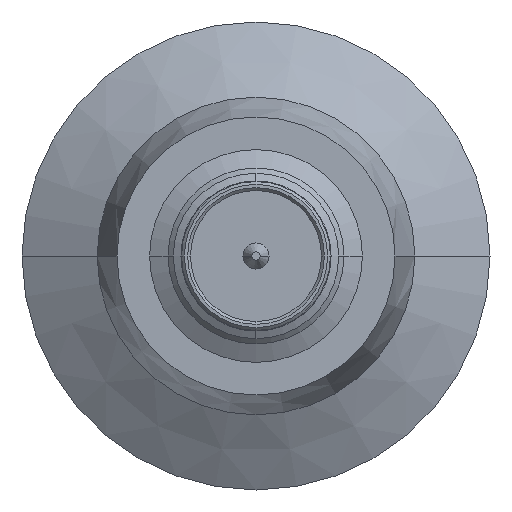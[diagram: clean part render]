
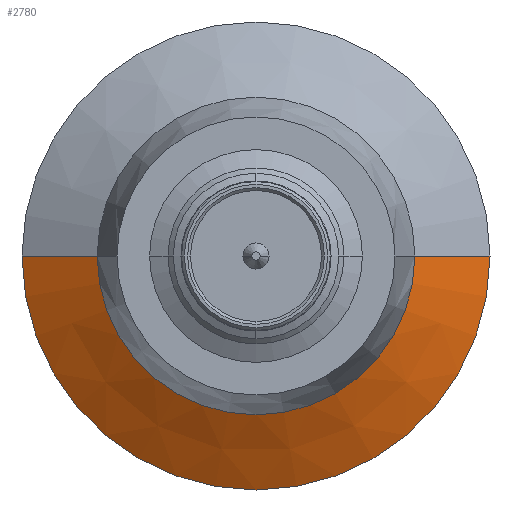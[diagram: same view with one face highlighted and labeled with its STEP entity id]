
A CAD part, left-side view. The second image highlights one B-rep face of the part: STEP entity #2780.
In plain terms, the highlighted conical face has half-angle 60 degrees and reference radius 6.925 mm.
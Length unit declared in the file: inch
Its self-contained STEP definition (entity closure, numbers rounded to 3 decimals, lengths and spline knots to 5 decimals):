
#59 = VERTEX_POINT ( 'NONE', #2377 ) ;
#94 = CARTESIAN_POINT ( 'NONE',  ( 0.57598, -0.3248, 0. ) ) ;
#172 = CARTESIAN_POINT ( 'NONE',  ( 0.51575, 0., 0. ) ) ;
#408 = VERTEX_POINT ( 'NONE', #546 ) ;
#546 = CARTESIAN_POINT ( 'NONE',  ( 0.57598, 0.3248, 0. ) ) ;
#548 = DIRECTION ( 'NONE',  ( 0., -1., 0. ) ) ;
#653 = VECTOR ( 'NONE', #5222, 39.37008 ) ;
#811 = CARTESIAN_POINT ( 'NONE',  ( 0.57598, -0.3248, 0. ) ) ;
#1091 = DIRECTION ( 'NONE',  ( 1., 0., 0. ) ) ;
#1294 = AXIS2_PLACEMENT_3D ( 'NONE', #2447, #2841, #4605 ) ;
#1842 = ORIENTED_EDGE ( 'NONE', *, *, #4661, .F. ) ;
#1915 = CONICAL_SURFACE ( 'NONE', #3956, 0.27264, 1.047 ) ;
#1956 = AXIS2_PLACEMENT_3D ( 'NONE', #172, #5484, #5019 ) ;
#2284 = VERTEX_POINT ( 'NONE', #94 ) ;
#2377 = CARTESIAN_POINT ( 'NONE',  ( 0.51575, -0.22047, 0. ) ) ;
#2447 = CARTESIAN_POINT ( 'NONE',  ( 0.57598, 0., 0. ) ) ;
#2495 = DIRECTION ( 'NONE',  ( -0.5, -0.866, 0. ) ) ;
#2613 = VERTEX_POINT ( 'NONE', #5246 ) ;
#2735 = FACE_OUTER_BOUND ( 'NONE', #3877, .T. ) ;
#2762 = CARTESIAN_POINT ( 'NONE',  ( 0.54587, 0., 0. ) ) ;
#2780 = ADVANCED_FACE ( 'NONE', ( #2735 ), #1915, .T. ) ;
#2841 = DIRECTION ( 'NONE',  ( -1., 0., 0. ) ) ;
#3039 = LINE ( 'NONE', #4689, #5286 ) ;
#3457 = EDGE_CURVE ( 'NONE', #2284, #59, #4329, .T. ) ;
#3589 = ORIENTED_EDGE ( 'NONE', *, *, #5361, .F. ) ;
#3877 = EDGE_LOOP ( 'NONE', ( #5522, #5398, #1842, #3589 ) ) ;
#3929 = EDGE_CURVE ( 'NONE', #408, #2284, #5544, .T. ) ;
#3956 = AXIS2_PLACEMENT_3D ( 'NONE', #2762, #1091, #548 ) ;
#4329 = LINE ( 'NONE', #811, #653 ) ;
#4451 = CIRCLE ( 'NONE', #1956, 0.22047 ) ;
#4605 = DIRECTION ( 'NONE',  ( 0., 1., 0. ) ) ;
#4661 = EDGE_CURVE ( 'NONE', #2613, #59, #4451, .T. ) ;
#4689 = CARTESIAN_POINT ( 'NONE',  ( 0.57598, 0.3248, 0. ) ) ;
#5019 = DIRECTION ( 'NONE',  ( 0., 1., 0. ) ) ;
#5222 = DIRECTION ( 'NONE',  ( -0.5, 0.866, 0. ) ) ;
#5246 = CARTESIAN_POINT ( 'NONE',  ( 0.51575, 0.22047, 0. ) ) ;
#5286 = VECTOR ( 'NONE', #2495, 39.37008 ) ;
#5361 = EDGE_CURVE ( 'NONE', #408, #2613, #3039, .T. ) ;
#5398 = ORIENTED_EDGE ( 'NONE', *, *, #3457, .T. ) ;
#5484 = DIRECTION ( 'NONE',  ( -1., 0., 0. ) ) ;
#5522 = ORIENTED_EDGE ( 'NONE', *, *, #3929, .T. ) ;
#5544 = CIRCLE ( 'NONE', #1294, 0.3248 ) ;
